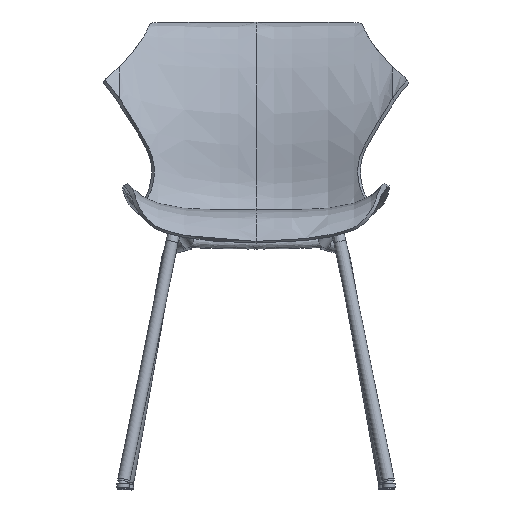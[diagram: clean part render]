
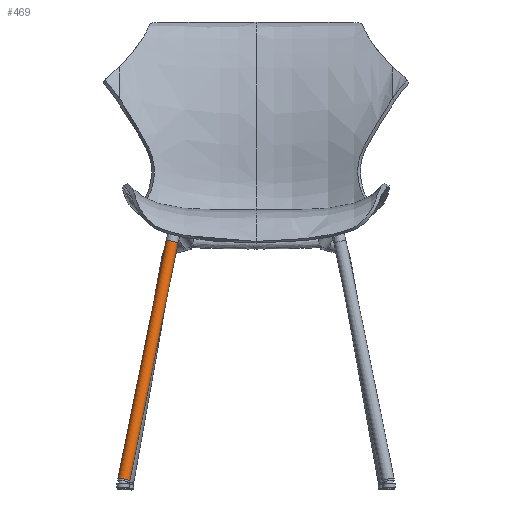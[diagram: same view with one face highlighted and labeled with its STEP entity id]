
A CAD part, front view. The second image highlights one B-rep face of the part: STEP entity #469.
In plain terms, the highlighted cylindrical face has radius 10 mm (diameter 20 mm), a full revolution.
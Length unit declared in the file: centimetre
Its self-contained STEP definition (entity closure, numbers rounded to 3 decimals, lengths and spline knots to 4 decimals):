
#469=ADVANCED_FACE('',(#620),#2128,.T.);
#620=FACE_OUTER_BOUND('',#787,.T.);
#787=EDGE_LOOP('',(#1293,#1294,#1295,#1296));
#1293=ORIENTED_EDGE('',*,*,#1582,.T.);
#1294=ORIENTED_EDGE('',*,*,#1579,.T.);
#1295=ORIENTED_EDGE('',*,*,#1577,.F.);
#1296=ORIENTED_EDGE('',*,*,#1579,.F.);
#1577=EDGE_CURVE('',#2034,#2034,#1724,.T.);
#1579=EDGE_CURVE('',#2028,#2034,#1726,.T.);
#1582=EDGE_CURVE('',#2028,#2028,#1729,.T.);
#1724=(
BOUNDED_CURVE()
B_SPLINE_CURVE(2,(#71636,#71637,#71638,#71639,#71640,#71641,#71642,#71643,
#71644),.UNSPECIFIED.,.T.,.F.)
B_SPLINE_CURVE_WITH_KNOTS((3,2,2,2,3),(0.,15.708,31.4159,
47.1239,62.8319),.UNSPECIFIED.)
CURVE()
GEOMETRIC_REPRESENTATION_ITEM()
RATIONAL_B_SPLINE_CURVE((1.,0.707,1.,0.707,1.,0.707,
1.,0.707,1.))
REPRESENTATION_ITEM('')
);
#1726=(
BOUNDED_CURVE()
B_SPLINE_CURVE(3,(#71656,#71657,#71658,#71659),.UNSPECIFIED.,.F.,.F.)
B_SPLINE_CURVE_WITH_KNOTS((4,4),(0.,404.5275),.UNSPECIFIED.)
CURVE()
GEOMETRIC_REPRESENTATION_ITEM()
RATIONAL_B_SPLINE_CURVE((1.,1.,1.,1.))
REPRESENTATION_ITEM('')
);
#1729=(
BOUNDED_CURVE()
B_SPLINE_CURVE(2,(#71686,#71687,#71688,#71689,#71690,#71691,#71692,#71693,
#71694,#71695,#71696),.UNSPECIFIED.,.T.,.F.)
B_SPLINE_CURVE_WITH_KNOTS((3,2,2,2,2,3),(0.,15.708,31.0863,
31.4159,47.1239,62.8319),.UNSPECIFIED.)
CURVE()
GEOMETRIC_REPRESENTATION_ITEM()
RATIONAL_B_SPLINE_CURVE((1.,0.707,1.,0.713,0.988,
0.994,1.,0.707,1.,0.707,1.))
REPRESENTATION_ITEM('')
);
#2028=VERTEX_POINT('',#71563);
#2034=VERTEX_POINT('',#71569);
#2128=CYLINDRICAL_SURFACE('',#2312,1.);
#2312=AXIS2_PLACEMENT_3D('',#71561,#2418,$);
#2418=DIRECTION('',(0.196,0.15,0.969));
#71561=CARTESIAN_POINT('',(-17.8293,4.9555,-19.4628));
#71563=CARTESIAN_POINT('',(-22.777,1.9293,-38.8656));
#71569=CARTESIAN_POINT('',(-14.8419,7.9818,0.3368));
#71636=CARTESIAN_POINT('',(-14.8419,7.9818,0.3368));
#71637=CARTESIAN_POINT('',(-14.8122,6.9931,0.4835));
#71638=CARTESIAN_POINT('',(-13.8321,6.9931,0.2851));
#71639=CARTESIAN_POINT('',(-12.852,6.9931,0.0867));
#71640=CARTESIAN_POINT('',(-12.8817,7.9818,-0.06));
#71641=CARTESIAN_POINT('',(-12.9113,8.9706,-0.2066));
#71642=CARTESIAN_POINT('',(-13.8915,8.9706,-0.0082));
#71643=CARTESIAN_POINT('',(-14.8716,8.9706,0.1902));
#71644=CARTESIAN_POINT('',(-14.8419,7.9818,0.3368));
#71656=CARTESIAN_POINT('',(-22.777,1.9293,-38.8656));
#71657=CARTESIAN_POINT('',(-20.132,3.9468,-25.7981));
#71658=CARTESIAN_POINT('',(-17.487,5.9643,-12.7306));
#71659=CARTESIAN_POINT('',(-14.8419,7.9818,0.3368));
#71686=CARTESIAN_POINT('',(-22.777,1.9293,-38.8656));
#71687=CARTESIAN_POINT('',(-22.7474,0.9405,-38.7189));
#71688=CARTESIAN_POINT('',(-21.7672,0.9405,-38.9173));
#71689=CARTESIAN_POINT('',(-20.8159,0.9405,-39.1099));
#71690=CARTESIAN_POINT('',(-20.8163,1.8998,-39.2579));
#71691=CARTESIAN_POINT('',(-20.8163,1.9145,-39.2602));
#71692=CARTESIAN_POINT('',(-20.8168,1.9293,-39.2623));
#71693=CARTESIAN_POINT('',(-20.8465,2.918,-39.409));
#71694=CARTESIAN_POINT('',(-21.8266,2.918,-39.2106));
#71695=CARTESIAN_POINT('',(-22.8067,2.918,-39.0122));
#71696=CARTESIAN_POINT('',(-22.777,1.9293,-38.8656));
